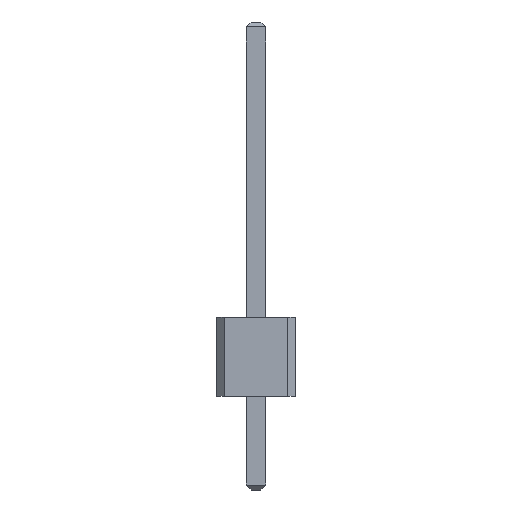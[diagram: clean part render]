
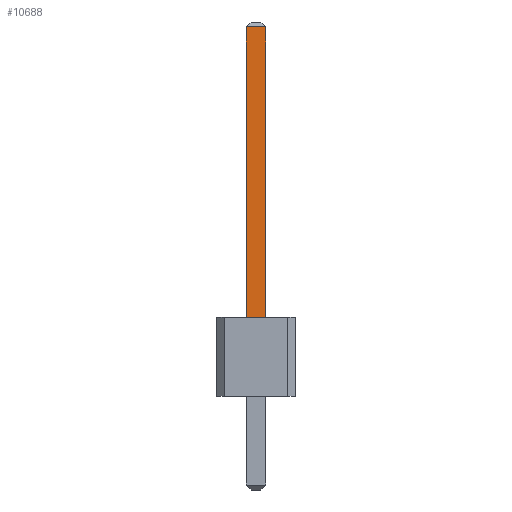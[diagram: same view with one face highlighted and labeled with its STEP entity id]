
A CAD part, front view. The second image highlights one B-rep face of the part: STEP entity #10688.
In plain terms, the highlighted planar face has unit normal (0, -1, 0).
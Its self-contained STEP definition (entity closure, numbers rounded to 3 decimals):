
#81=FACE_OUTER_BOUND('',#735,.T.);
#735=EDGE_LOOP('',(#7174,#7175,#7176,#7177));
#1581=LINE('',#15133,#3095);
#1663=LINE('',#15297,#3177);
#1666=LINE('',#15303,#3180);
#1667=LINE('',#15304,#3181);
#3095=VECTOR('',#12156,1.);
#3177=VECTOR('',#12264,10.);
#3180=VECTOR('',#12269,10.);
#3181=VECTOR('',#12270,1.);
#4608=VERTEX_POINT('',#15130);
#4609=VERTEX_POINT('',#15132);
#4678=VERTEX_POINT('',#15296);
#4680=VERTEX_POINT('',#15302);
#5549=EDGE_CURVE('',#4608,#4609,#1581,.T.);
#5631=EDGE_CURVE('',#4678,#4608,#1663,.T.);
#5634=EDGE_CURVE('',#4680,#4609,#1666,.T.);
#5635=EDGE_CURVE('',#4680,#4678,#1667,.T.);
#7174=ORIENTED_EDGE('',*,*,#5634,.T.);
#7175=ORIENTED_EDGE('',*,*,#5549,.F.);
#7176=ORIENTED_EDGE('',*,*,#5631,.F.);
#7177=ORIENTED_EDGE('',*,*,#5635,.F.);
#9899=PLANE('',#11330);
#10688=ADVANCED_FACE('',(#81),#9899,.T.);
#11330=AXIS2_PLACEMENT_3D('',#15301,#12267,#12268);
#12156=DIRECTION('',(-1.,0.,0.));
#12264=DIRECTION('',(0.,0.,-1.));
#12267=DIRECTION('center_axis',(0.,-1.,0.));
#12268=DIRECTION('ref_axis',(-1.,0.,0.));
#12269=DIRECTION('',(0.,0.,-1.));
#12270=DIRECTION('',(1.,0.,0.));
#15130=CARTESIAN_POINT('',(0.32,-35.88,2.54));
#15132=CARTESIAN_POINT('',(-0.32,-35.88,2.54));
#15133=CARTESIAN_POINT('',(-0.16,-35.88,2.54));
#15296=CARTESIAN_POINT('',(0.32,-35.88,11.84));
#15297=CARTESIAN_POINT('',(0.32,-35.88,6.));
#15301=CARTESIAN_POINT('Origin',(0.32,-35.88,6.));
#15302=CARTESIAN_POINT('',(-0.32,-35.88,11.84));
#15303=CARTESIAN_POINT('',(-0.32,-35.88,6.));
#15304=CARTESIAN_POINT('',(-0.32,-35.88,11.84));
